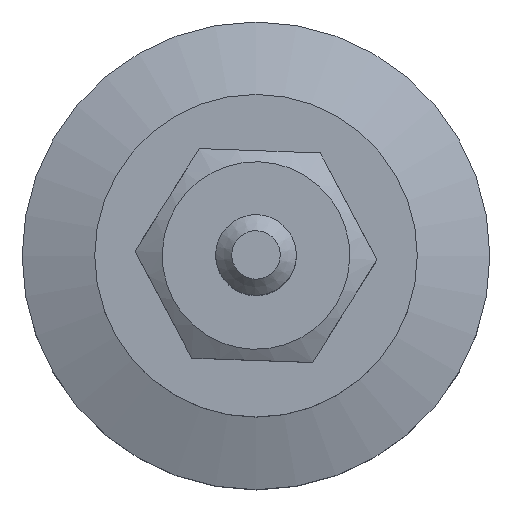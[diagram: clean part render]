
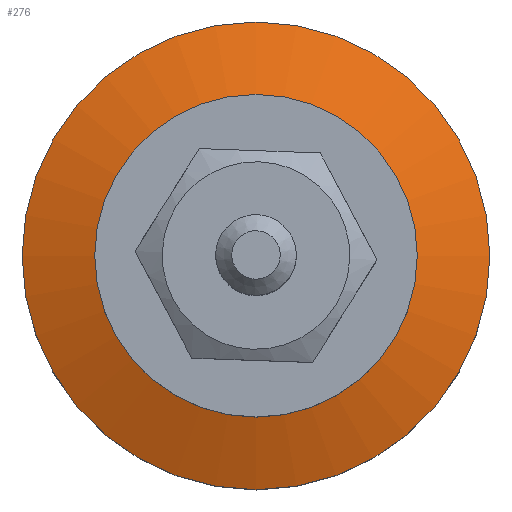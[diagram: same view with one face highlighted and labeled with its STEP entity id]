
A CAD part, top view. The second image highlights one B-rep face of the part: STEP entity #276.
In plain terms, the highlighted conical face has half-angle 70 degrees and reference radius 12.25 mm.
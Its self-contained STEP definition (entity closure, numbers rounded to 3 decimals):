
#51=CONICAL_SURFACE('',#305,12.25,70.);
#69=FACE_BOUND('',#113,.T.);
#88=FACE_OUTER_BOUND('',#112,.T.);
#112=EDGE_LOOP('',(#215));
#113=EDGE_LOOP('',(#216));
#142=CIRCLE('',#304,10.);
#143=CIRCLE('',#306,14.5);
#155=VERTEX_POINT('',#433);
#156=VERTEX_POINT('',#436);
#180=EDGE_CURVE('',#155,#155,#142,.T.);
#181=EDGE_CURVE('',#156,#156,#143,.T.);
#215=ORIENTED_EDGE('',*,*,#181,.F.);
#216=ORIENTED_EDGE('',*,*,#180,.T.);
#276=ADVANCED_FACE('',(#88,#69),#51,.T.);
#304=AXIS2_PLACEMENT_3D('',#434,#352,#353);
#305=AXIS2_PLACEMENT_3D('',#435,#354,#355);
#306=AXIS2_PLACEMENT_3D('',#437,#356,#357);
#352=DIRECTION('center_axis',(0.,0.,-1.));
#353=DIRECTION('ref_axis',(0.,1.,0.));
#354=DIRECTION('center_axis',(0.,0.,-1.));
#355=DIRECTION('ref_axis',(0.,1.,0.));
#356=DIRECTION('center_axis',(0.,0.,-1.));
#357=DIRECTION('ref_axis',(0.,1.,0.));
#433=CARTESIAN_POINT('',(0.,10.,9.638));
#434=CARTESIAN_POINT('Origin',(0.,0.,9.638));
#435=CARTESIAN_POINT('Origin',(0.,0.,8.819));
#436=CARTESIAN_POINT('',(0.,14.5,8.));
#437=CARTESIAN_POINT('Origin',(0.,0.,8.));
